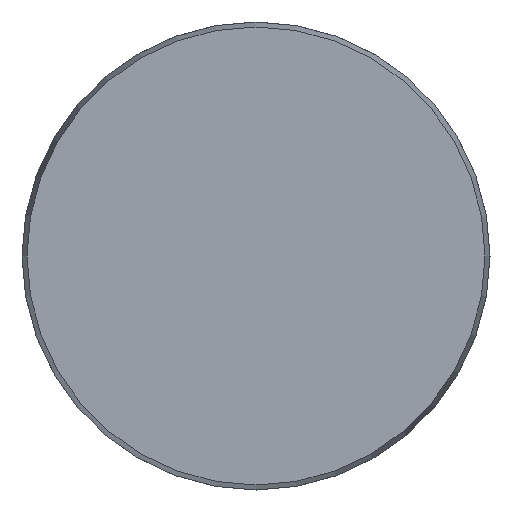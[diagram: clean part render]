
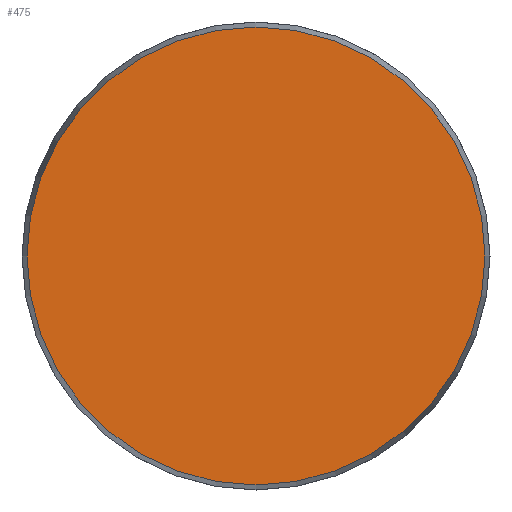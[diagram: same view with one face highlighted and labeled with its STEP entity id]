
A CAD part, front view. The second image highlights one B-rep face of the part: STEP entity #475.
In plain terms, the highlighted planar face has unit normal (0, -1, 0).
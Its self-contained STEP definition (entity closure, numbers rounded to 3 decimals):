
#110 = DIRECTION ( 'NONE',  ( 0., 0., 1. ) ) ;
#244 = AXIS2_PLACEMENT_3D ( 'NONE', #667, #623, #110 ) ;
#280 = CARTESIAN_POINT ( 'NONE',  ( 0., 0., -39.143 ) ) ;
#347 = EDGE_CURVE ( 'NONE', #739, #739, #646, .T. ) ;
#394 = DIRECTION ( 'NONE',  ( 0., -1., 0. ) ) ;
#475 = ADVANCED_FACE ( 'NONE', ( #785 ), #488, .F. ) ;
#488 = PLANE ( 'NONE',  #244 ) ;
#523 = AXIS2_PLACEMENT_3D ( 'NONE', #533, #394, #711 ) ;
#533 = CARTESIAN_POINT ( 'NONE',  ( 0., 0., 0. ) ) ;
#623 = DIRECTION ( 'NONE',  ( 0., 1., 0. ) ) ;
#646 = CIRCLE ( 'NONE', #523, 39.143 ) ;
#648 = EDGE_LOOP ( 'NONE', ( #665 ) ) ;
#665 = ORIENTED_EDGE ( 'NONE', *, *, #347, .T. ) ;
#667 = CARTESIAN_POINT ( 'NONE',  ( -39.143, 0., 0. ) ) ;
#711 = DIRECTION ( 'NONE',  ( 0., 0., -1. ) ) ;
#739 = VERTEX_POINT ( 'NONE', #280 ) ;
#785 = FACE_OUTER_BOUND ( 'NONE', #648, .T. ) ;
